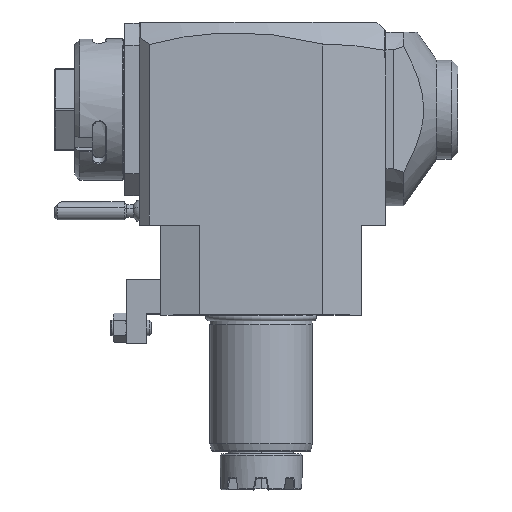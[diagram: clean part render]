
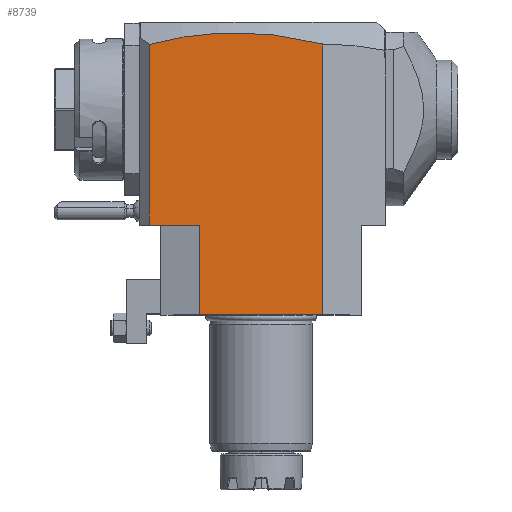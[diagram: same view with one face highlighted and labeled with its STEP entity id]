
A CAD part, top view. The second image highlights one B-rep face of the part: STEP entity #8739.
In plain terms, the highlighted planar face has unit normal (0, 0, 1).
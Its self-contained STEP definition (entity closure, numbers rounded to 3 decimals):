
#1=DIRECTION('',(-1.,0.,0.));
#2=VECTOR('',#1,48.);
#3=CARTESIAN_POINT('',(24.,0.,37.5));
#4=LINE('',#3,#2);
#43=DIRECTION('',(-1.,0.,0.));
#44=VECTOR('',#43,19.5);
#45=CARTESIAN_POINT('',(-24.,35.,37.5));
#46=LINE('',#45,#44);
#47=DIRECTION('',(0.,1.,0.));
#48=VECTOR('',#47,70.258);
#49=CARTESIAN_POINT('',(-43.5,35.,37.5));
#50=LINE('',#49,#48);
#51=CARTESIAN_POINT('',(24.,105.435,37.5));
#52=CARTESIAN_POINT('',(18.371,106.939,37.5));
#53=CARTESIAN_POINT('',(7.115,109.162,37.5));
#54=CARTESIAN_POINT('',(-9.762,110.233,37.5));
#55=CARTESIAN_POINT('',(-26.635,109.072,37.5));
#56=CARTESIAN_POINT('',(-37.879,106.791,37.5));
#57=CARTESIAN_POINT('',(-43.5,105.258,37.5));
#59=DIRECTION('',(0.,-1.,0.));
#60=VECTOR('',#59,105.435);
#61=CARTESIAN_POINT('',(24.,105.435,37.5));
#62=LINE('',#61,#60);
#3347=DIRECTION('',(0.,-1.,0.));
#3348=VECTOR('',#3347,35.);
#3349=CARTESIAN_POINT('',(-24.,35.,37.5));
#3350=LINE('',#3349,#3348);
#8071=VERTEX_POINT('',#51);
#8072=VERTEX_POINT('',#57);
#8404=CARTESIAN_POINT('',(-43.5,35.,37.5));
#8406=VERTEX_POINT('',#8404);
#8439=CARTESIAN_POINT('',(24.,0.,37.5));
#8440=CARTESIAN_POINT('',(-24.,0.,37.5));
#8441=VERTEX_POINT('',#8439);
#8442=VERTEX_POINT('',#8440);
#8681=CARTESIAN_POINT('',(-24.,35.,37.5));
#8682=VERTEX_POINT('',#8681);
#8721=CARTESIAN_POINT('',(-39.202,35.,37.5));
#8722=DIRECTION('',(0.,0.,1.));
#8723=DIRECTION('',(1.,0.,0.));
#8724=AXIS2_PLACEMENT_3D('',#8721,#8722,#8723);
#8725=PLANE('',#8724);
#8727=ORIENTED_EDGE('',*,*,#8726,.T.);
#8729=ORIENTED_EDGE('',*,*,#8728,.T.);
#8731=ORIENTED_EDGE('',*,*,#8730,.F.);
#8733=ORIENTED_EDGE('',*,*,#8732,.T.);
#8734=ORIENTED_EDGE('',*,*,#8690,.T.);
#8736=ORIENTED_EDGE('',*,*,#8735,.F.);
#8737=EDGE_LOOP('',(#8727,#8729,#8731,#8733,#8734,#8736));
#8738=FACE_OUTER_BOUND('',#8737,.F.);
#58=B_SPLINE_CURVE_WITH_KNOTS('',3,(#51,#52,#53,#54,#55,#56,#57),.UNSPECIFIED.,
.F.,.F.,(4,1,1,1,4),(0.,0.25,0.5,0.75,1.),.UNSPECIFIED.);
#8690=EDGE_CURVE('',#8441,#8442,#4,.T.);
#8726=EDGE_CURVE('',#8682,#8406,#46,.T.);
#8728=EDGE_CURVE('',#8406,#8072,#50,.T.);
#8730=EDGE_CURVE('',#8071,#8072,#58,.T.);
#8732=EDGE_CURVE('',#8071,#8441,#62,.T.);
#8735=EDGE_CURVE('',#8682,#8442,#3350,.T.);
#8739=ADVANCED_FACE('',(#8738),#8725,.T.);
